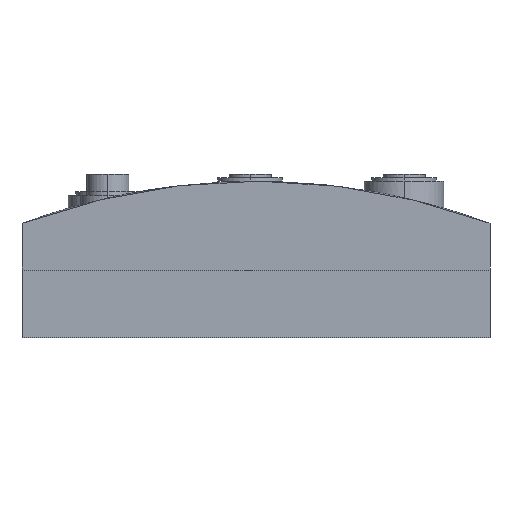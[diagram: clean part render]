
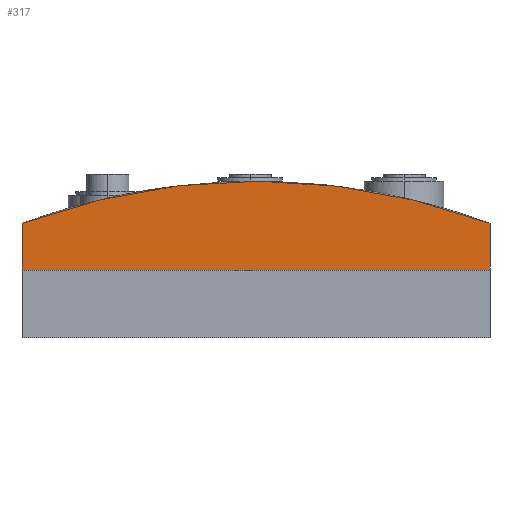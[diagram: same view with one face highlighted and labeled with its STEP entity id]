
A CAD part, left-side view. The second image highlights one B-rep face of the part: STEP entity #317.
In plain terms, the highlighted planar face has unit normal (-1, 0, 0).
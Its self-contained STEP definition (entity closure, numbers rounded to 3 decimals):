
#42 = CARTESIAN_POINT ( 'NONE',  ( -100., 79.481, 27.375 ) ) ;
#61 = EDGE_LOOP ( 'NONE', ( #369, #377, #4842, #2835 ) ) ;
#216 = CARTESIAN_POINT ( 'NONE',  ( -100., 0., 0. ) ) ;
#249 = DIRECTION ( 'NONE',  ( -1., 0., 0. ) ) ;
#317 = ADVANCED_FACE ( 'NONE', ( #2619 ), #2649, .T. ) ;
#369 = ORIENTED_EDGE ( 'NONE', *, *, #596, .F. ) ;
#377 = ORIENTED_EDGE ( 'NONE', *, *, #2593, .F. ) ;
#596 = EDGE_CURVE ( 'NONE', #3013, #3849, #3434, .T. ) ;
#1022 = EDGE_CURVE ( 'NONE', #5081, #3849, #1591, .T. ) ;
#1151 = VECTOR ( 'NONE', #4805, 1000. ) ;
#1314 = EDGE_CURVE ( 'NONE', #2245, #5081, #4907, .T. ) ;
#1464 = DIRECTION ( 'NONE',  ( 0., 0., 1. ) ) ;
#1535 = CARTESIAN_POINT ( 'NONE',  ( -100., -1.545, 39.797 ) ) ;
#1591 = LINE ( 'NONE', #3189, #1151 ) ;
#1740 = AXIS2_PLACEMENT_3D ( 'NONE', #3423, #249, #1464 ) ;
#1991 = CARTESIAN_POINT ( 'NONE',  ( -100., 100., 10. ) ) ;
#2012 = CARTESIAN_POINT ( 'NONE',  ( -100., -100., 0. ) ) ;
#2091 = CARTESIAN_POINT ( 'NONE',  ( -100., -100., 20. ) ) ;
#2245 = VERTEX_POINT ( 'NONE', #3677 ) ;
#2462 = DIRECTION ( 'NONE',  ( 0., 0., 1. ) ) ;
#2593 = EDGE_CURVE ( 'NONE', #2245, #3013, #3182, .T. ) ;
#2619 = FACE_OUTER_BOUND ( 'NONE', #61, .T. ) ;
#2649 = PLANE ( 'NONE',  #1740 ) ;
#2835 = ORIENTED_EDGE ( 'NONE', *, *, #1022, .T. ) ;
#2898 = CARTESIAN_POINT ( 'NONE',  ( -100., -100., 20. ) ) ;
#2932 = CARTESIAN_POINT ( 'NONE',  ( -100., -61.026, 32.336 ) ) ;
#2956 = CARTESIAN_POINT ( 'NONE',  ( -100., -80.517, 27.025 ) ) ;
#2974 = DIRECTION ( 'NONE',  ( 0., -1., 0. ) ) ;
#3013 = VERTEX_POINT ( 'NONE', #3686 ) ;
#3182 = LINE ( 'NONE', #1991, #3983 ) ;
#3189 = CARTESIAN_POINT ( 'NONE',  ( -100., -100., 10. ) ) ;
#3423 = CARTESIAN_POINT ( 'NONE',  ( -100., 100., 0. ) ) ;
#3434 = B_SPLINE_CURVE_WITH_KNOTS ( 'NONE', 5,
 ( #4009, #42, #3531, #4851, #1535, #4990, #2932, #2956, #2091 ),
 .UNSPECIFIED., .F., .F.,
 ( 6, 3, 6 ),
 ( -203.212, -99.136, 0. ),
 .UNSPECIFIED. ) ;
#3531 = CARTESIAN_POINT ( 'NONE',  ( -100., 58.971, 32.862 ) ) ;
#3677 = CARTESIAN_POINT ( 'NONE',  ( -100., 100., 0. ) ) ;
#3686 = CARTESIAN_POINT ( 'NONE',  ( -100., 100., 20. ) ) ;
#3849 = VERTEX_POINT ( 'NONE', #2898 ) ;
#3983 = VECTOR ( 'NONE', #2462, 1000. ) ;
#4009 = CARTESIAN_POINT ( 'NONE',  ( -100., 100., 20. ) ) ;
#4636 = VECTOR ( 'NONE', #2974, 1000. ) ;
#4805 = DIRECTION ( 'NONE',  ( 0., 0., 1. ) ) ;
#4842 = ORIENTED_EDGE ( 'NONE', *, *, #1314, .T. ) ;
#4851 = CARTESIAN_POINT ( 'NONE',  ( -100., 38.469, 36.459 ) ) ;
#4907 = LINE ( 'NONE', #216, #4636 ) ;
#4990 = CARTESIAN_POINT ( 'NONE',  ( -100., -41.528, 35.934 ) ) ;
#5081 = VERTEX_POINT ( 'NONE', #2012 ) ;
